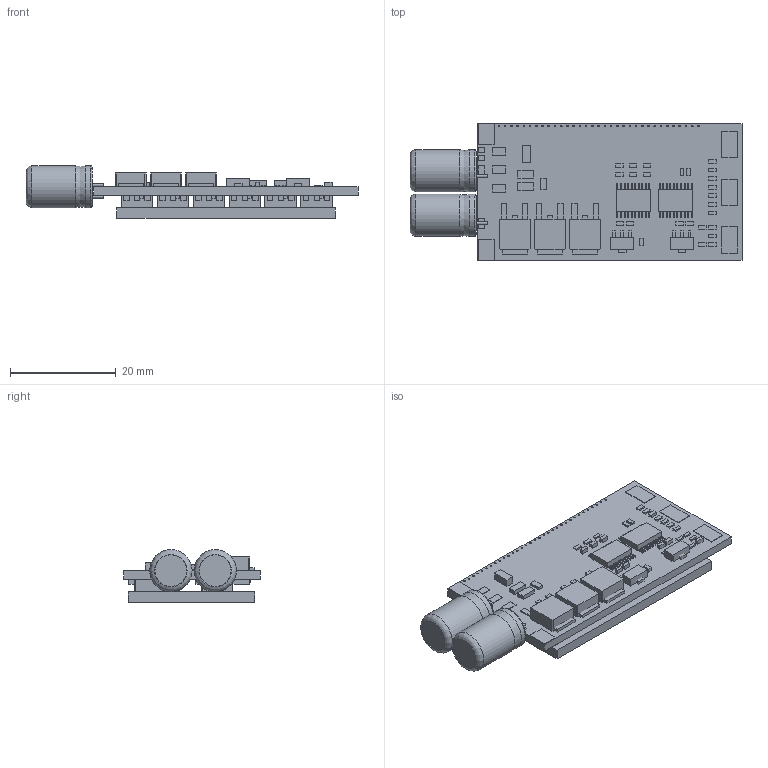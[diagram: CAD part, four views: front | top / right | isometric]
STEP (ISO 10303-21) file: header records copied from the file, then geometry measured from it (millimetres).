
FILE_DESCRIPTION(('FreeCAD Model'),'2;1');
FILE_NAME('ESC 26X50mm.step','2020-07-04T11:36:35',('Author'),(''), 'Open CASCADE STEP processor 7.3','FreeCAD','Unknown');
FILE_SCHEMA(('AUTOMOTIVE_DESIGN { 1 0 10303 214 1 1 1 1 }'));
Products named in the file (1): ESC_40A
Bounding box: 62.81 x 25.9 x 10 mm (x, y, z)
Volume: 5684.5 mm3; surface area: 9765 mm2
Topology: 182 solids, 184 shells, 1169 faces, 2377 edges, 1582 vertices
Faces by surface type: plane 1116, cylinder 47, revolution 6
Full cylindrical faces by diameter (mm): 0.3 x33, 0.5 x4, 6 x2, 6.777 x2, 6.977 x2, 8 x4
Entity records: 68908 total; most frequent: CARTESIAN_POINT 9889, DIRECTION 9581, LINE 6937, VECTOR 6937, ORIENTED_EDGE 4754, PCURVE 4754, DEFINITIONAL_REPRESENTATION 4754, EDGE_CURVE 2377
